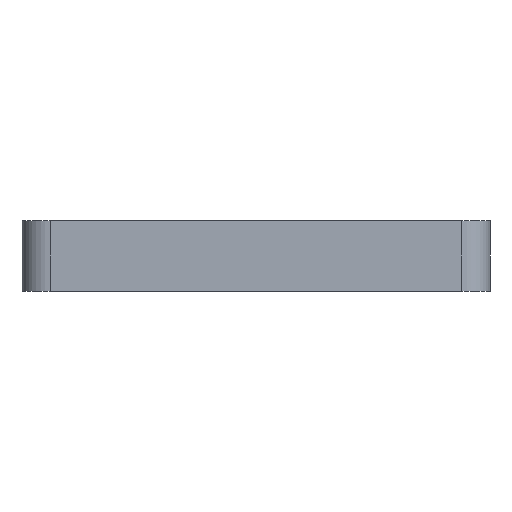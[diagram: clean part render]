
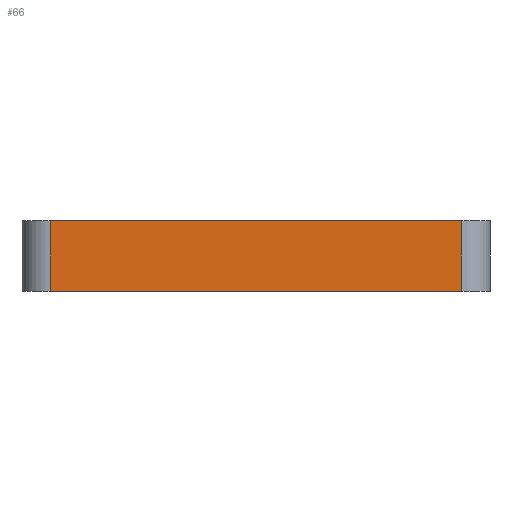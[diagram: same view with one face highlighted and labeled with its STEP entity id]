
A CAD part, front view. The second image highlights one B-rep face of the part: STEP entity #66.
In plain terms, the highlighted planar face has unit normal (0, -1, 0).
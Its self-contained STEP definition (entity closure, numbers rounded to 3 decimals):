
#12 = DIRECTION ( 'NONE',  ( 1., 0., 0. ) ) ;
#13 = VECTOR ( 'NONE', #405, 1000. ) ;
#42 = FACE_OUTER_BOUND ( 'NONE', #765, .T. ) ;
#62 = EDGE_CURVE ( 'NONE', #324, #439, #122, .T. ) ;
#66 = ADVANCED_FACE ( 'NONE', ( #42 ), #431, .F. ) ;
#75 = CARTESIAN_POINT ( 'NONE',  ( 25.65, -15., 5. ) ) ;
#79 = DIRECTION ( 'NONE',  ( 0., 1., 0. ) ) ;
#87 = VECTOR ( 'NONE', #182, 1000. ) ;
#120 = LINE ( 'NONE', #75, #471 ) ;
#122 = LINE ( 'NONE', #535, #87 ) ;
#123 = ORIENTED_EDGE ( 'NONE', *, *, #436, .T. ) ;
#167 = VECTOR ( 'NONE', #244, 1000. ) ;
#182 = DIRECTION ( 'NONE',  ( 1., 0., 0. ) ) ;
#204 = LINE ( 'NONE', #433, #167 ) ;
#244 = DIRECTION ( 'NONE',  ( 0., 0., -1. ) ) ;
#301 = ORIENTED_EDGE ( 'NONE', *, *, #62, .T. ) ;
#304 = VERTEX_POINT ( 'NONE', #513 ) ;
#324 = VERTEX_POINT ( 'NONE', #393 ) ;
#326 = CARTESIAN_POINT ( 'NONE',  ( 25.65, -15., 5. ) ) ;
#367 = ORIENTED_EDGE ( 'NONE', *, *, #625, .F. ) ;
#370 = AXIS2_PLACEMENT_3D ( 'NONE', #326, #79, #445 ) ;
#393 = CARTESIAN_POINT ( 'NONE',  ( 25.65, -15., 0. ) ) ;
#405 = DIRECTION ( 'NONE',  ( 0., 0., -1. ) ) ;
#417 = CARTESIAN_POINT ( 'NONE',  ( 25.65, -15., 5. ) ) ;
#431 = PLANE ( 'NONE',  #370 ) ;
#433 = CARTESIAN_POINT ( 'NONE',  ( 54.65, -15., 5. ) ) ;
#436 = EDGE_CURVE ( 'NONE', #523, #324, #633, .T. ) ;
#439 = VERTEX_POINT ( 'NONE', #763 ) ;
#445 = DIRECTION ( 'NONE',  ( 0., 0., 1. ) ) ;
#471 = VECTOR ( 'NONE', #12, 1000. ) ;
#482 = ORIENTED_EDGE ( 'NONE', *, *, #629, .F. ) ;
#513 = CARTESIAN_POINT ( 'NONE',  ( 54.65, -15., 5. ) ) ;
#523 = VERTEX_POINT ( 'NONE', #417 ) ;
#535 = CARTESIAN_POINT ( 'NONE',  ( 25.65, -15., 0. ) ) ;
#576 = CARTESIAN_POINT ( 'NONE',  ( 25.65, -15., 5. ) ) ;
#625 = EDGE_CURVE ( 'NONE', #523, #304, #120, .T. ) ;
#629 = EDGE_CURVE ( 'NONE', #304, #439, #204, .T. ) ;
#633 = LINE ( 'NONE', #576, #13 ) ;
#763 = CARTESIAN_POINT ( 'NONE',  ( 54.65, -15., 0. ) ) ;
#765 = EDGE_LOOP ( 'NONE', ( #301, #482, #367, #123 ) ) ;
